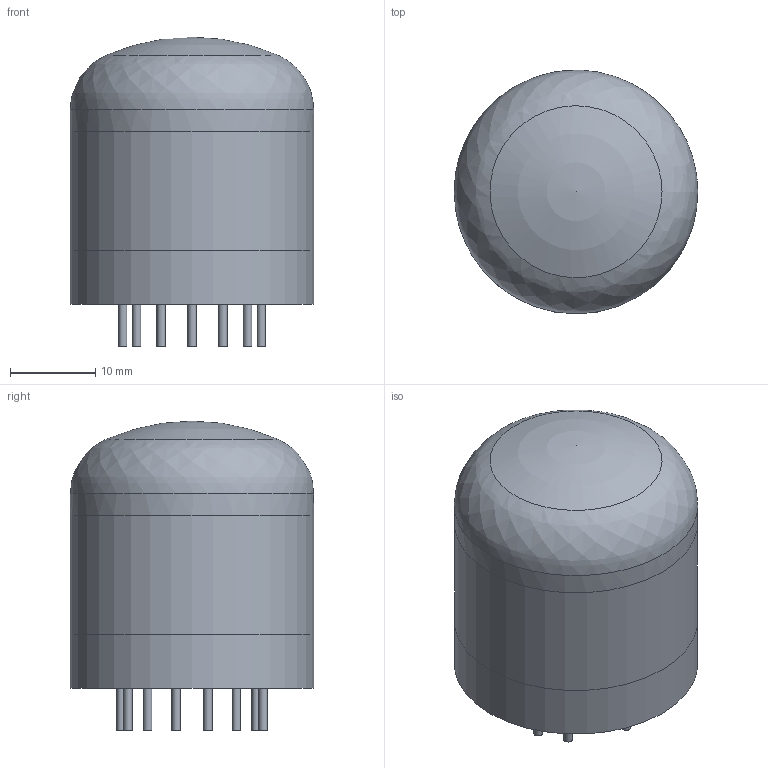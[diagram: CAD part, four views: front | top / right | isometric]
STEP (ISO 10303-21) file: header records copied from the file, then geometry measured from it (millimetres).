
FILE_DESCRIPTION(('FreeCAD Model'),'2;1');
FILE_NAME('Tube2b.step' ,'2020-10-19T00:16:53',('kicad StepUp'),('ksu MCAD'), 'Open CASCADE STEP processor 7.4','FreeCAD','Unknown');
FILE_SCHEMA(('AUTOMOTIVE_DESIGN { 1 0 10303 214 1 1 1 1 }'));
Length unit declared in the file: millimetre
Products named in the file (1): Tube2b
Bounding box: 28.5 x 28.5 x 36.25 mm (x, y, z)
Volume: 5432.1 mm3; surface area: 7373.9 mm2
Topology: 2 solids, 2 shells, 49 faces, 84 edges, 55 vertices
Faces by surface type: plane 28, cylinder 17, bspline 2, sphere 2
Full cylindrical faces by diameter (mm): 1 x13, 27.58 x1, 28.5 x3
Entity records: 1580 total; most frequent: CARTESIAN_POINT 335, DIRECTION 207, ORIENTED_EDGE 164, AXIS2_PLACEMENT_3D 83, EDGE_CURVE 82, FACE_BOUND 67, EDGE_LOOP 67, VERTEX_POINT 55
